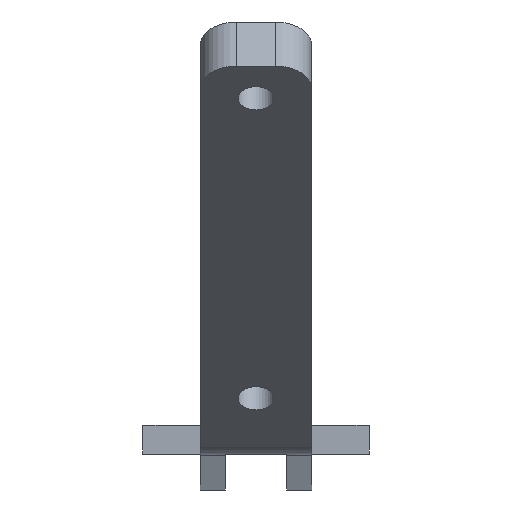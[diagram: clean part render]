
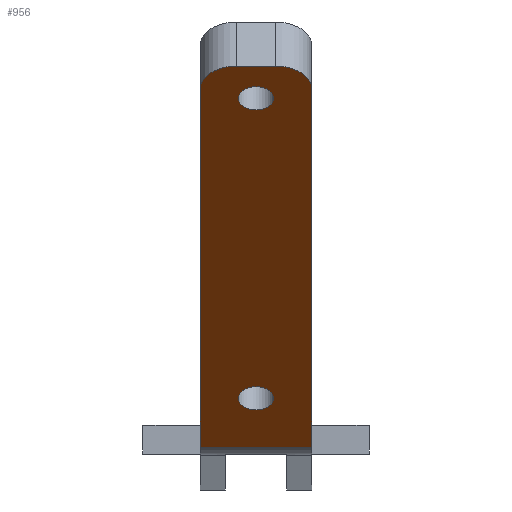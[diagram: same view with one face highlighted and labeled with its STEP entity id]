
A CAD part, left-side view. The second image highlights one B-rep face of the part: STEP entity #956.
In plain terms, the highlighted planar face has unit normal (-0.643, 0, -0.766).
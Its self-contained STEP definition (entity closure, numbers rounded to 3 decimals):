
#70=CARTESIAN_POINT('Vertex',(-141.426,-2.75,61.295)) ;
#73=CARTESIAN_POINT('Axis2P3D Location',(-137.596,-2.75,58.081)) ;
#77=CARTESIAN_POINT('Vertex',(-137.596,-7.75,58.081)) ;
#97=CARTESIAN_POINT('Line Origine',(-141.426,0.,61.295)) ;
#101=CARTESIAN_POINT('Vertex',(-141.426,2.75,61.295)) ;
#139=CARTESIAN_POINT('Vertex',(-137.596,7.75,58.081)) ;
#142=CARTESIAN_POINT('Axis2P3D Location',(-137.596,2.75,58.081)) ;
#172=CARTESIAN_POINT('Vertex',(-136.064,-2.5,56.795)) ;
#175=CARTESIAN_POINT('Axis2P3D Location',(-136.064,0.,56.795)) ;
#179=CARTESIAN_POINT('Vertex',(-136.064,2.5,56.795)) ;
#199=CARTESIAN_POINT('Axis2P3D Location',(-136.064,0.,56.795)) ;
#229=CARTESIAN_POINT('Vertex',(-86.271,-2.5,15.014)) ;
#232=CARTESIAN_POINT('Axis2P3D Location',(-86.271,0.,15.014)) ;
#236=CARTESIAN_POINT('Vertex',(-86.271,2.5,15.014)) ;
#256=CARTESIAN_POINT('Axis2P3D Location',(-86.271,0.,15.014)) ;
#916=CARTESIAN_POINT('Axis2P3D Location',(-77.018,0.,7.25)) ;
#921=CARTESIAN_POINT('Line Origine',(-107.89,-7.75,33.155)) ;
#925=CARTESIAN_POINT('Vertex',(-78.184,-7.75,8.228)) ;
#928=CARTESIAN_POINT('Line Origine',(-107.89,7.75,33.155)) ;
#932=CARTESIAN_POINT('Vertex',(-78.184,7.75,8.228)) ;
#935=CARTESIAN_POINT('Line Origine',(-78.184,0.,8.228)) ;
#74=DIRECTION('Axis2P3D Direction',(0.643,0.,0.766)) ;
#98=DIRECTION('Vector Direction',(0.,1.,0.)) ;
#143=DIRECTION('Axis2P3D Direction',(0.643,0.,0.766)) ;
#176=DIRECTION('Axis2P3D Direction',(-0.643,0.,-0.766)) ;
#200=DIRECTION('Axis2P3D Direction',(-0.643,0.,-0.766)) ;
#233=DIRECTION('Axis2P3D Direction',(-0.643,0.,-0.766)) ;
#257=DIRECTION('Axis2P3D Direction',(-0.643,0.,-0.766)) ;
#917=DIRECTION('Axis2P3D Direction',(-0.643,0.,-0.766)) ;
#918=DIRECTION('Axis2P3D XDirection',(-0.766,0.,0.643)) ;
#922=DIRECTION('Vector Direction',(-0.766,0.,0.643)) ;
#929=DIRECTION('Vector Direction',(-0.766,0.,0.643)) ;
#936=DIRECTION('Vector Direction',(0.,-1.,0.)) ;
#75=AXIS2_PLACEMENT_3D('Circle Axis2P3D',#73,#74,$) ;
#144=AXIS2_PLACEMENT_3D('Circle Axis2P3D',#142,#143,$) ;
#177=AXIS2_PLACEMENT_3D('Circle Axis2P3D',#175,#176,$) ;
#201=AXIS2_PLACEMENT_3D('Circle Axis2P3D',#199,#200,$) ;
#234=AXIS2_PLACEMENT_3D('Circle Axis2P3D',#232,#233,$) ;
#258=AXIS2_PLACEMENT_3D('Circle Axis2P3D',#256,#257,$) ;
#919=AXIS2_PLACEMENT_3D('Plane Axis2P3D',#916,#917,#918) ;
#941=ORIENTED_EDGE('',*,*,#927,.T.) ;
#942=ORIENTED_EDGE('',*,*,#79,.F.) ;
#943=ORIENTED_EDGE('',*,*,#103,.T.) ;
#944=ORIENTED_EDGE('',*,*,#146,.F.) ;
#945=ORIENTED_EDGE('',*,*,#934,.F.) ;
#946=ORIENTED_EDGE('',*,*,#939,.T.) ;
#949=ORIENTED_EDGE('',*,*,#181,.F.) ;
#950=ORIENTED_EDGE('',*,*,#203,.F.) ;
#953=ORIENTED_EDGE('',*,*,#238,.F.) ;
#954=ORIENTED_EDGE('',*,*,#260,.F.) ;
#951=FACE_BOUND('',#948,.T.) ;
#955=FACE_BOUND('',#952,.T.) ;
#99=VECTOR('Line Direction',#98,1.) ;
#923=VECTOR('Line Direction',#922,1.) ;
#930=VECTOR('Line Direction',#929,1.) ;
#937=VECTOR('Line Direction',#936,1.) ;
#956=ADVANCED_FACE('Corps principal',(#947,#951,#955),#920,.T.) ;
#76=CIRCLE('generated circle',#75,5.) ;
#145=CIRCLE('generated circle',#144,5.) ;
#178=CIRCLE('generated circle',#177,2.5) ;
#202=CIRCLE('generated circle',#201,2.5) ;
#235=CIRCLE('generated circle',#234,2.5) ;
#259=CIRCLE('generated circle',#258,2.5) ;
#79=EDGE_CURVE('',#71,#78,#76,.T.) ;
#103=EDGE_CURVE('',#71,#102,#100,.T.) ;
#146=EDGE_CURVE('',#140,#102,#145,.T.) ;
#181=EDGE_CURVE('',#173,#180,#178,.T.) ;
#203=EDGE_CURVE('',#180,#173,#202,.T.) ;
#238=EDGE_CURVE('',#230,#237,#235,.T.) ;
#260=EDGE_CURVE('',#237,#230,#259,.T.) ;
#927=EDGE_CURVE('',#926,#78,#924,.T.) ;
#934=EDGE_CURVE('',#933,#140,#931,.T.) ;
#939=EDGE_CURVE('',#933,#926,#938,.T.) ;
#940=EDGE_LOOP('',(#941,#942,#943,#944,#945,#946)) ;
#948=EDGE_LOOP('',(#949,#950)) ;
#952=EDGE_LOOP('',(#953,#954)) ;
#947=FACE_OUTER_BOUND('',#940,.T.) ;
#100=LINE('Line',#97,#99) ;
#924=LINE('Line',#921,#923) ;
#931=LINE('Line',#928,#930) ;
#938=LINE('Line',#935,#937) ;
#920=PLANE('',#919) ;
#71=VERTEX_POINT('',#70) ;
#78=VERTEX_POINT('',#77) ;
#102=VERTEX_POINT('',#101) ;
#140=VERTEX_POINT('',#139) ;
#173=VERTEX_POINT('',#172) ;
#180=VERTEX_POINT('',#179) ;
#230=VERTEX_POINT('',#229) ;
#237=VERTEX_POINT('',#236) ;
#926=VERTEX_POINT('',#925) ;
#933=VERTEX_POINT('',#932) ;
